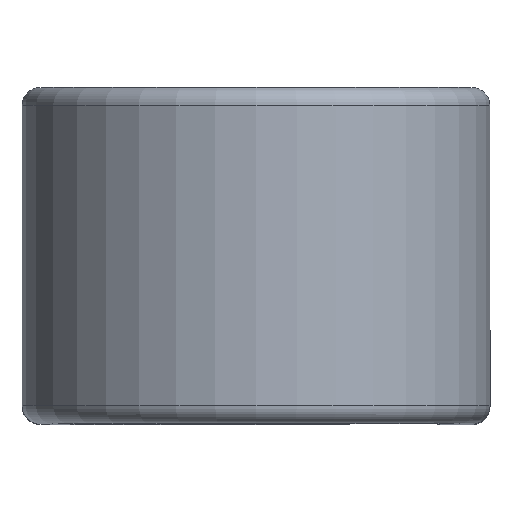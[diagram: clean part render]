
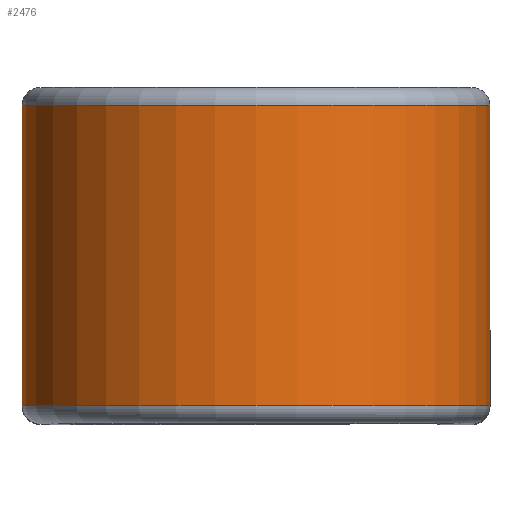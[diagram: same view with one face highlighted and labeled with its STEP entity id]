
A CAD part, top view. The second image highlights one B-rep face of the part: STEP entity #2476.
In plain terms, the highlighted cylindrical face has radius 9.944 mm (diameter 19.888 mm), a partial arc.
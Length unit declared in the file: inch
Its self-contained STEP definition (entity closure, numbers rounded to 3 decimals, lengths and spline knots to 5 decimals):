
#88 = EDGE_CURVE ( 'NONE', #2109, #631, #304, .T. ) ;
#111 = ORIENTED_EDGE ( 'NONE', *, *, #88, .F. ) ;
#187 = DIRECTION ( 'NONE',  ( 0., -1., 0. ) ) ;
#213 = CYLINDRICAL_SURFACE ( 'NONE', #1832, 0.3915 ) ;
#218 = ORIENTED_EDGE ( 'NONE', *, *, #532, .T. ) ;
#304 = CIRCLE ( 'NONE', #1674, 0.3915 ) ;
#532 = EDGE_CURVE ( 'NONE', #2109, #2259, #2626, .T. ) ;
#604 = CARTESIAN_POINT ( 'NONE',  ( -0.3915, 0.25125, 0.562 ) ) ;
#629 = VERTEX_POINT ( 'NONE', #604 ) ;
#631 = VERTEX_POINT ( 'NONE', #2210 ) ;
#677 = EDGE_CURVE ( 'NONE', #2259, #629, #2169, .T. ) ;
#770 = VECTOR ( 'NONE', #2174, 39.37008 ) ;
#811 = CARTESIAN_POINT ( 'NONE',  ( -0.3915, 0.25125, 0.562 ) ) ;
#903 = ORIENTED_EDGE ( 'NONE', *, *, #2451, .F. ) ;
#919 = CARTESIAN_POINT ( 'NONE',  ( 0.3915, 0.25125, 0.562 ) ) ;
#998 = CARTESIAN_POINT ( 'NONE',  ( 0.3915, 0.25125, 0.562 ) ) ;
#1113 = DIRECTION ( 'NONE',  ( 0., -1., 0. ) ) ;
#1196 = LINE ( 'NONE', #811, #2365 ) ;
#1263 = DIRECTION ( 'NONE',  ( 0., 1., 0. ) ) ;
#1493 = CARTESIAN_POINT ( 'NONE',  ( 0., 0.25, 0.562 ) ) ;
#1674 = AXIS2_PLACEMENT_3D ( 'NONE', #2521, #187, #1797 ) ;
#1747 = EDGE_LOOP ( 'NONE', ( #218, #2034, #903, #111 ) ) ;
#1797 = DIRECTION ( 'NONE',  ( 0., 0., -1. ) ) ;
#1798 = FACE_OUTER_BOUND ( 'NONE', #1747, .T. ) ;
#1832 = AXIS2_PLACEMENT_3D ( 'NONE', #1493, #2452, #1971 ) ;
#1971 = DIRECTION ( 'NONE',  ( 0., 0., -1. ) ) ;
#2034 = ORIENTED_EDGE ( 'NONE', *, *, #677, .T. ) ;
#2109 = VERTEX_POINT ( 'NONE', #2742 ) ;
#2169 = CIRCLE ( 'NONE', #2858, 0.3915 ) ;
#2174 = DIRECTION ( 'NONE',  ( 0., 1., 0. ) ) ;
#2210 = CARTESIAN_POINT ( 'NONE',  ( -0.3915, -0.25125, 0.562 ) ) ;
#2259 = VERTEX_POINT ( 'NONE', #919 ) ;
#2365 = VECTOR ( 'NONE', #1263, 39.37008 ) ;
#2451 = EDGE_CURVE ( 'NONE', #631, #629, #1196, .T. ) ;
#2452 = DIRECTION ( 'NONE',  ( 0., -1., 0. ) ) ;
#2476 = ADVANCED_FACE ( 'NONE', ( #1798 ), #213, .T. ) ;
#2511 = CARTESIAN_POINT ( 'NONE',  ( 0., 0.25125, 0.562 ) ) ;
#2521 = CARTESIAN_POINT ( 'NONE',  ( 0., -0.25125, 0.562 ) ) ;
#2626 = LINE ( 'NONE', #998, #770 ) ;
#2742 = CARTESIAN_POINT ( 'NONE',  ( 0.3915, -0.25125, 0.562 ) ) ;
#2754 = DIRECTION ( 'NONE',  ( 0., 0., -1. ) ) ;
#2858 = AXIS2_PLACEMENT_3D ( 'NONE', #2511, #1113, #2754 ) ;
